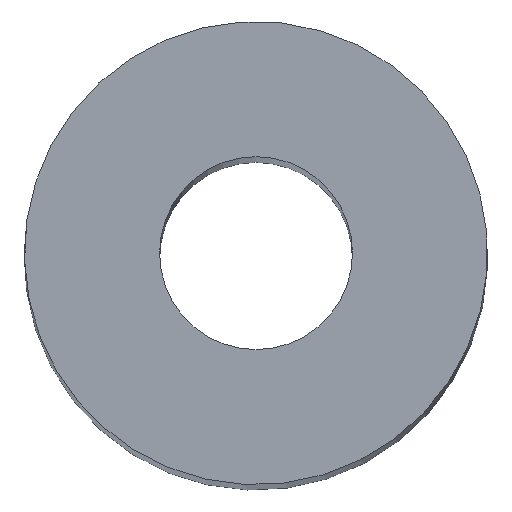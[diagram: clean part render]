
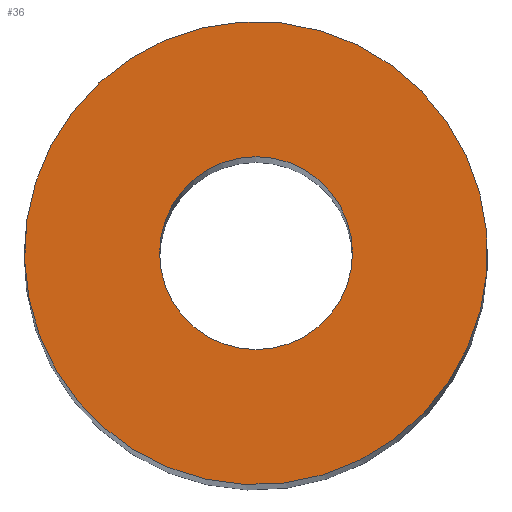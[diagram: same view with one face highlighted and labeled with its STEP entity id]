
A CAD part, top view. The second image highlights one B-rep face of the part: STEP entity #36.
In plain terms, the highlighted planar face has unit normal (0, 0, 1).
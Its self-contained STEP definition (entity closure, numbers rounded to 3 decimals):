
#36=ADVANCED_FACE('240[2]',(#80,#81),#82,.T.);
#38=EDGE_CURVE('240[2]',#84,#84,#85,.T.);
#48=EDGE_CURVE('240[2]',#98,#98,#99,.T.);
#80=FACE_BOUND('',#130,.T.);
#81=FACE_OUTER_BOUND('',#131,.T.);
#82=PLANE('',#132);
#84=VERTEX_POINT('',#135);
#85=CIRCLE('',#136,6.);
#98=VERTEX_POINT('',#152);
#99=CIRCLE('',#153,2.5);
#130=EDGE_LOOP('',(#182));
#131=EDGE_LOOP('',(#183));
#132=AXIS2_PLACEMENT_3D('',#184,#185,#186);
#135=CARTESIAN_POINT('',(-5.879,-1.2,85.0));
#136=AXIS2_PLACEMENT_3D('',#187,#188,#189);
#152=CARTESIAN_POINT('',(2.5,0.,85.0));
#153=AXIS2_PLACEMENT_3D('',#200,#201,#202);
#182=ORIENTED_EDGE('',*,*,#48,.T.);
#183=ORIENTED_EDGE('',*,*,#38,.T.);
#184=CARTESIAN_POINT('',(0.,-6.,85.0));
#185=DIRECTION('',(0.,0.,1.0));
#186=DIRECTION('',(1.0,0.,0.0));
#187=CARTESIAN_POINT('',(0.,0.,85.0));
#188=DIRECTION('',(0.,0.,1.0));
#189=DIRECTION('',(1.0,0.,0.));
#200=CARTESIAN_POINT('',(0.,0.,85.0));
#201=DIRECTION('',(0.,0.,-1.0));
#202=DIRECTION('',(1.0,0.,0.));
